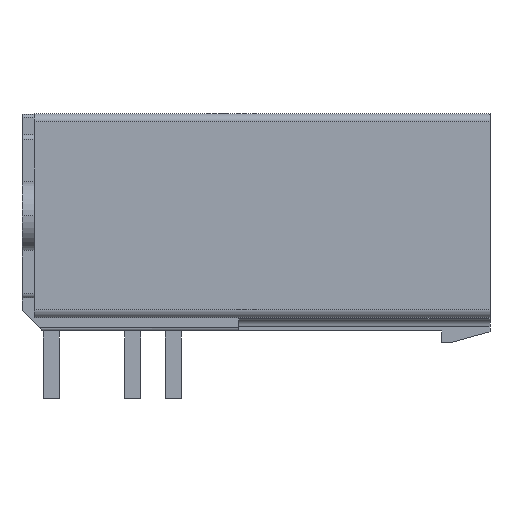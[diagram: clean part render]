
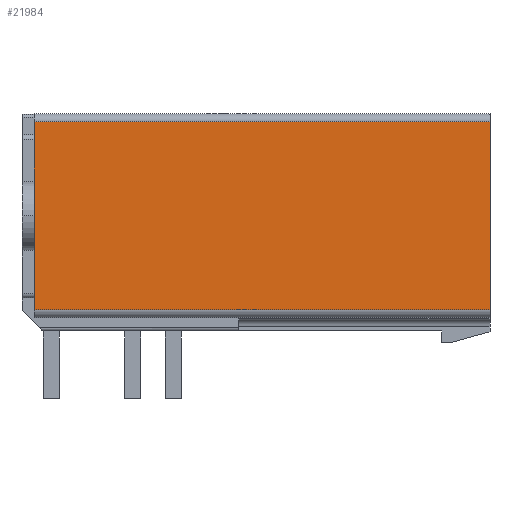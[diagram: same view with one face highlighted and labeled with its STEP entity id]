
A CAD part, front view. The second image highlights one B-rep face of the part: STEP entity #21984.
In plain terms, the highlighted planar face has unit normal (0, -1, 0).
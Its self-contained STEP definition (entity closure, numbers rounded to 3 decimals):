
#26=DIRECTION('',(0.,0.,1.));
#27=VECTOR('',#26,11.733);
#28=CARTESIAN_POINT('',(-13.875,-6.22,-5.055));
#29=LINE('',#28,#27);
#1940=DIRECTION('',(0.,0.,1.));
#1941=VECTOR('',#1940,11.733);
#1942=CARTESIAN_POINT('',(14.625,-6.22,-5.055));
#1943=LINE('',#1942,#1941);
#7701=DIRECTION('',(-1.,0.,0.));
#7702=VECTOR('',#7701,28.5);
#7703=CARTESIAN_POINT('',(14.625,-6.22,-5.055));
#7704=LINE('',#7703,#7702);
#7705=DIRECTION('',(-1.,0.,0.));
#7706=VECTOR('',#7705,28.5);
#7707=CARTESIAN_POINT('',(14.625,-6.22,6.678));
#7708=LINE('',#7707,#7706);
#10746=CARTESIAN_POINT('',(14.625,-6.22,6.678));
#10748=VERTEX_POINT('',#10746);
#10763=CARTESIAN_POINT('',(14.625,-6.22,-5.055));
#10765=VERTEX_POINT('',#10763);
#10766=CARTESIAN_POINT('',(-13.875,-6.22,6.678));
#10768=VERTEX_POINT('',#10766);
#10771=CARTESIAN_POINT('',(-13.875,-6.22,-5.055));
#10773=VERTEX_POINT('',#10771);
#21972=CARTESIAN_POINT('',(14.625,-6.22,-5.055));
#21973=DIRECTION('',(0.,1.,0.));
#21974=DIRECTION('',(0.,0.,1.));
#21975=AXIS2_PLACEMENT_3D('',#21972,#21973,#21974);
#21976=PLANE('',#21975);
#21977=ORIENTED_EDGE('',*,*,#12040,.F.);
#21978=ORIENTED_EDGE('',*,*,#21967,.T.);
#21979=ORIENTED_EDGE('',*,*,#11362,.T.);
#21981=ORIENTED_EDGE('',*,*,#21980,.F.);
#21982=EDGE_LOOP('',(#21977,#21978,#21979,#21981));
#21983=FACE_OUTER_BOUND('',#21982,.F.);
#21984=ADVANCED_FACE('',(#21983),#21976,.F.);
#11362=EDGE_CURVE('',#10773,#10768,#29,.T.);
#12040=EDGE_CURVE('',#10765,#10748,#1943,.T.);
#21967=EDGE_CURVE('',#10765,#10773,#7704,.T.);
#21980=EDGE_CURVE('',#10748,#10768,#7708,.T.);
